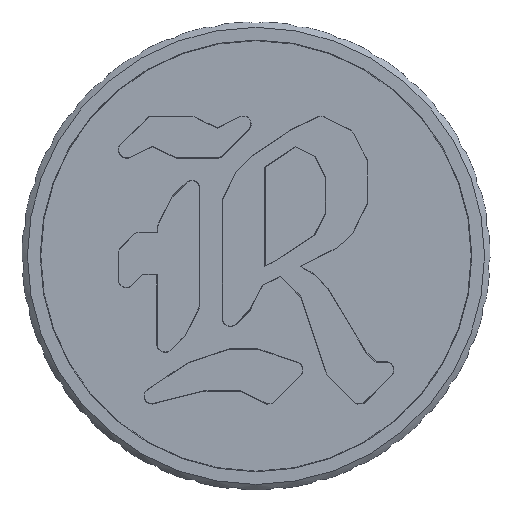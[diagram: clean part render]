
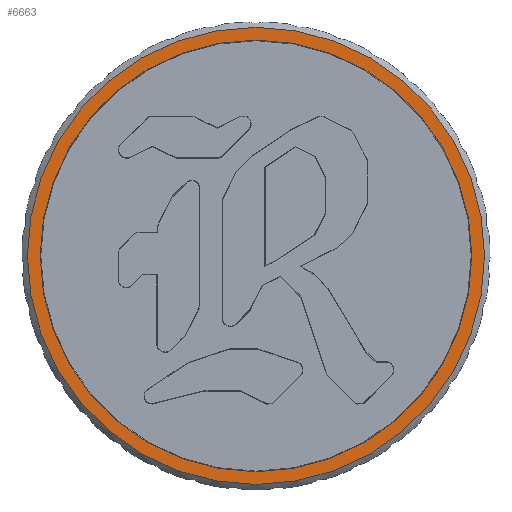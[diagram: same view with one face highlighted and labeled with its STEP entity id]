
A CAD part, top view. The second image highlights one B-rep face of the part: STEP entity #6663.
In plain terms, the highlighted planar face has unit normal (0, 0, 1).
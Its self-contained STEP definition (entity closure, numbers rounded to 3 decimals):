
#161=CIRCLE('',#6856,12.575);
#235=CIRCLE('',#7071,11.875);
#243=FACE_BOUND('',#946,.T.);
#581=FACE_OUTER_BOUND('',#945,.T.);
#945=EDGE_LOOP('',(#5674));
#946=EDGE_LOOP('',(#5675));
#2705=VERTEX_POINT('',#10631);
#2983=VERTEX_POINT('',#12499);
#3495=EDGE_CURVE('',#2705,#2705,#161,.T.);
#3914=EDGE_CURVE('',#2983,#2983,#235,.T.);
#5674=ORIENTED_EDGE('',*,*,#3495,.F.);
#5675=ORIENTED_EDGE('',*,*,#3914,.T.);
#6347=PLANE('',#7070);
#6663=ADVANCED_FACE('',(#581,#243),#6347,.T.);
#6856=AXIS2_PLACEMENT_3D('',#10632,#7457,#7458);
#7070=AXIS2_PLACEMENT_3D('',#12498,#8024,#8025);
#7071=AXIS2_PLACEMENT_3D('',#12500,#8026,#8027);
#7457=DIRECTION('center_axis',(0.,0.,-1.));
#7458=DIRECTION('ref_axis',(1.,0.,0.));
#8024=DIRECTION('center_axis',(0.,0.,1.));
#8025=DIRECTION('ref_axis',(1.,0.,0.));
#8026=DIRECTION('center_axis',(0.,0.,-1.));
#8027=DIRECTION('ref_axis',(-1.,0.,0.));
#10631=CARTESIAN_POINT('',(-12.575,0.,1.1));
#10632=CARTESIAN_POINT('Origin',(0.,0.,1.1));
#12498=CARTESIAN_POINT('Origin',(0.,0.,1.1));
#12499=CARTESIAN_POINT('',(11.875,0.,1.1));
#12500=CARTESIAN_POINT('Origin',(0.,0.,1.1));
